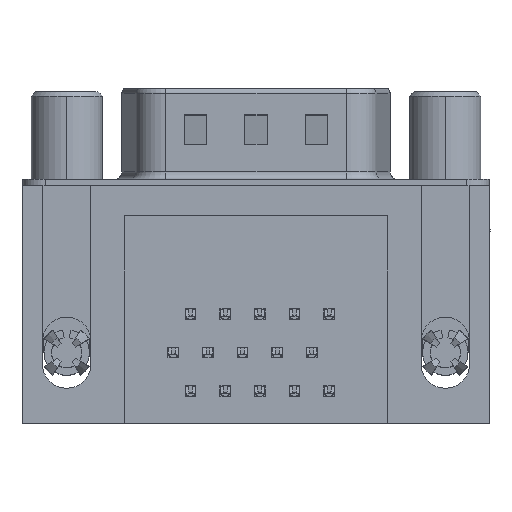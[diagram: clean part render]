
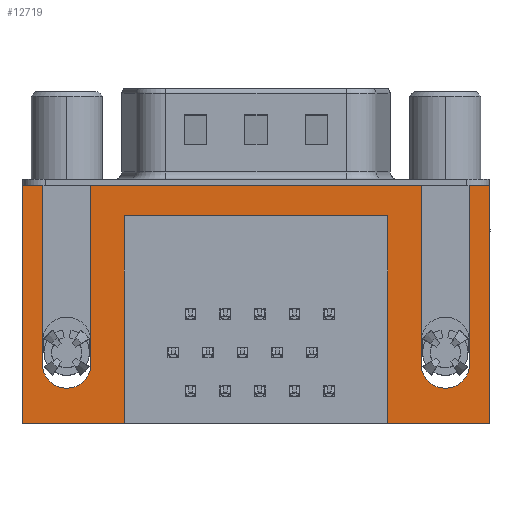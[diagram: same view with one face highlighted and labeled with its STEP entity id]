
A CAD part, front view. The second image highlights one B-rep face of the part: STEP entity #12719.
In plain terms, the highlighted planar face has unit normal (0, -1, 0).
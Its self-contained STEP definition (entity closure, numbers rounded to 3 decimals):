
#56 = LINE ( 'NONE', #13816, #10208 ) ;
#70 = EDGE_LOOP ( 'NONE', ( #16330, #16467, #16484, #1614, #17964, #6703, #23976, #8715, #7310, #1643, #7164, #12364, #3072, #15801, #13668, #14418, #922, #4840 ) ) ;
#218 = VERTEX_POINT ( 'NONE', #19756 ) ;
#294 = VERTEX_POINT ( 'NONE', #20985 ) ;
#377 = EDGE_CURVE ( 'NONE', #7309, #11921, #8077, .T. ) ;
#691 = VERTEX_POINT ( 'NONE', #915 ) ;
#915 = CARTESIAN_POINT ( 'NONE',  ( 23.39, -6.275, 0. ) ) ;
#922 = ORIENTED_EDGE ( 'NONE', *, *, #18264, .T. ) ;
#979 = VERTEX_POINT ( 'NONE', #6270 ) ;
#1591 = EDGE_CURVE ( 'NONE', #15160, #23066, #10762, .T. ) ;
#1614 = ORIENTED_EDGE ( 'NONE', *, *, #24004, .F. ) ;
#1643 = ORIENTED_EDGE ( 'NONE', *, *, #13074, .F. ) ;
#1716 = DIRECTION ( 'NONE',  ( 0., -1., 0. ) ) ;
#1921 = EDGE_CURVE ( 'NONE', #8383, #15160, #5282, .T. ) ;
#1983 = CARTESIAN_POINT ( 'NONE',  ( 26.59, -6.275, -11.78 ) ) ;
#2635 = DIRECTION ( 'NONE',  ( 0., 0., -1. ) ) ;
#2658 = DIRECTION ( 'NONE',  ( 0., 0., -1. ) ) ;
#2697 = VECTOR ( 'NONE', #11217, 1000. ) ;
#3072 = ORIENTED_EDGE ( 'NONE', *, *, #24053, .F. ) ;
#3571 = CARTESIAN_POINT ( 'NONE',  ( 1.6, -6.275, -11.78 ) ) ;
#3805 = VECTOR ( 'NONE', #6193, 1000. ) ;
#4261 = CARTESIAN_POINT ( 'NONE',  ( 27.9, -6.275, -15.7 ) ) ;
#4309 = CARTESIAN_POINT ( 'NONE',  ( -2.91, -6.275, 0. ) ) ;
#4808 = CARTESIAN_POINT ( 'NONE',  ( 27.9, -6.275, -15.7 ) ) ;
#4840 = ORIENTED_EDGE ( 'NONE', *, *, #377, .F. ) ;
#5026 = LINE ( 'NONE', #13125, #20137 ) ;
#5051 = CARTESIAN_POINT ( 'NONE',  ( -1.6, -6.275, -11.78 ) ) ;
#5282 = LINE ( 'NONE', #4808, #10206 ) ;
#5487 = DIRECTION ( 'NONE',  ( 0., 0., -1. ) ) ;
#5718 = CARTESIAN_POINT ( 'NONE',  ( 26.59, -6.275, 0. ) ) ;
#5849 = DIRECTION ( 'NONE',  ( 1., 0., 0. ) ) ;
#6058 = EDGE_CURVE ( 'NONE', #23317, #14634, #14388, .T. ) ;
#6079 = DIRECTION ( 'NONE',  ( -1., 0., 0. ) ) ;
#6193 = DIRECTION ( 'NONE',  ( 1., 0., 0. ) ) ;
#6224 = VECTOR ( 'NONE', #7423, 1000. ) ;
#6270 = CARTESIAN_POINT ( 'NONE',  ( 1.6, -6.275, 0. ) ) ;
#6571 = VERTEX_POINT ( 'NONE', #5051 ) ;
#6659 = EDGE_CURVE ( 'NONE', #6571, #23317, #15174, .T. ) ;
#6689 = CARTESIAN_POINT ( 'NONE',  ( 27.9, -6.275, -2.5 ) ) ;
#6703 = ORIENTED_EDGE ( 'NONE', *, *, #23830, .F. ) ;
#7164 = ORIENTED_EDGE ( 'NONE', *, *, #20397, .F. ) ;
#7252 = CARTESIAN_POINT ( 'NONE',  ( 24.99, -6.275, -11.78 ) ) ;
#7309 = VERTEX_POINT ( 'NONE', #16272 ) ;
#7310 = ORIENTED_EDGE ( 'NONE', *, *, #21780, .F. ) ;
#7423 = DIRECTION ( 'NONE',  ( 0., 0., -1. ) ) ;
#7631 = LINE ( 'NONE', #4309, #3805 ) ;
#7666 = DIRECTION ( 'NONE',  ( 0., 0., 1. ) ) ;
#8077 = LINE ( 'NONE', #16771, #16310 ) ;
#8140 = CARTESIAN_POINT ( 'NONE',  ( 23.39, -6.275, 0. ) ) ;
#8210 = VERTEX_POINT ( 'NONE', #12926 ) ;
#8227 = CIRCLE ( 'NONE', #24123, 1.6 ) ;
#8383 = VERTEX_POINT ( 'NONE', #4261 ) ;
#8494 = VECTOR ( 'NONE', #16010, 1000. ) ;
#8600 = VERTEX_POINT ( 'NONE', #1983 ) ;
#8626 = CARTESIAN_POINT ( 'NONE',  ( 21.2, -6.275, -15.7 ) ) ;
#8715 = ORIENTED_EDGE ( 'NONE', *, *, #6659, .F. ) ;
#8957 = DIRECTION ( 'NONE',  ( 0., 0., 1. ) ) ;
#9093 = DIRECTION ( 'NONE',  ( 0., 0., 1. ) ) ;
#9218 = CARTESIAN_POINT ( 'NONE',  ( 21.2, -6.275, -2. ) ) ;
#10166 = EDGE_CURVE ( 'NONE', #8210, #8600, #8227, .T. ) ;
#10206 = VECTOR ( 'NONE', #12438, 1000. ) ;
#10208 = VECTOR ( 'NONE', #2658, 1000. ) ;
#10376 = DIRECTION ( 'NONE',  ( 0., -1., 0. ) ) ;
#10383 = CARTESIAN_POINT ( 'NONE',  ( 23.39, -6.275, -11.78 ) ) ;
#10547 = DIRECTION ( 'NONE',  ( 0., 0., 1. ) ) ;
#10611 = DIRECTION ( 'NONE',  ( 0., -1., 0. ) ) ;
#10689 = CARTESIAN_POINT ( 'NONE',  ( 27.9, -6.275, 0. ) ) ;
#10762 = LINE ( 'NONE', #21615, #11916 ) ;
#10793 = DIRECTION ( 'NONE',  ( 0., 0., -1. ) ) ;
#11044 = CARTESIAN_POINT ( 'NONE',  ( -1.6, -6.275, 0. ) ) ;
#11217 = DIRECTION ( 'NONE',  ( 0., 0., 1. ) ) ;
#11763 = EDGE_CURVE ( 'NONE', #16007, #8210, #23048, .T. ) ;
#11916 = VECTOR ( 'NONE', #8957, 1000. ) ;
#11921 = VERTEX_POINT ( 'NONE', #10689 ) ;
#11941 = VECTOR ( 'NONE', #18987, 1000. ) ;
#12342 = CARTESIAN_POINT ( 'NONE',  ( 27.9, -6.275, -15.7 ) ) ;
#12364 = ORIENTED_EDGE ( 'NONE', *, *, #23549, .F. ) ;
#12438 = DIRECTION ( 'NONE',  ( -1., 0., 0. ) ) ;
#12719 = ADVANCED_FACE ( 'NONE', ( #14772 ), #14653, .T. ) ;
#12810 = DIRECTION ( 'NONE',  ( 1., 0., 0. ) ) ;
#12847 = VECTOR ( 'NONE', #10547, 1000. ) ;
#12926 = CARTESIAN_POINT ( 'NONE',  ( 24.99, -6.275, -13.38 ) ) ;
#13074 = EDGE_CURVE ( 'NONE', #18723, #21734, #13346, .T. ) ;
#13125 = CARTESIAN_POINT ( 'NONE',  ( 1.6, -6.275, 0. ) ) ;
#13199 = VECTOR ( 'NONE', #19400, 1000. ) ;
#13346 = LINE ( 'NONE', #23731, #22447 ) ;
#13384 = LINE ( 'NONE', #12342, #8494 ) ;
#13538 = CARTESIAN_POINT ( 'NONE',  ( 0., -6.275, -13.38 ) ) ;
#13668 = ORIENTED_EDGE ( 'NONE', *, *, #1591, .F. ) ;
#13816 = CARTESIAN_POINT ( 'NONE',  ( 3.79, -6.275, -2. ) ) ;
#14388 = CIRCLE ( 'NONE', #17751, 1.6 ) ;
#14418 = ORIENTED_EDGE ( 'NONE', *, *, #1921, .F. ) ;
#14634 = VERTEX_POINT ( 'NONE', #3571 ) ;
#14653 = PLANE ( 'NONE',  #21182 ) ;
#14772 = FACE_OUTER_BOUND ( 'NONE', #70, .T. ) ;
#14773 = CARTESIAN_POINT ( 'NONE',  ( -1.6, -6.275, 0. ) ) ;
#15160 = VERTEX_POINT ( 'NONE', #8626 ) ;
#15174 = CIRCLE ( 'NONE', #20491, 1.6 ) ;
#15801 = ORIENTED_EDGE ( 'NONE', *, *, #23268, .F. ) ;
#15993 = CARTESIAN_POINT ( 'NONE',  ( -2.91, -6.275, -2.5 ) ) ;
#16007 = VERTEX_POINT ( 'NONE', #10383 ) ;
#16010 = DIRECTION ( 'NONE',  ( -1., 0., 0. ) ) ;
#16151 = LINE ( 'NONE', #8140, #11941 ) ;
#16272 = CARTESIAN_POINT ( 'NONE',  ( 26.59, -6.275, 0. ) ) ;
#16310 = VECTOR ( 'NONE', #5849, 1000. ) ;
#16330 = ORIENTED_EDGE ( 'NONE', *, *, #17763, .F. ) ;
#16412 = DIRECTION ( 'NONE',  ( 0., -1., 0. ) ) ;
#16467 = ORIENTED_EDGE ( 'NONE', *, *, #10166, .F. ) ;
#16484 = ORIENTED_EDGE ( 'NONE', *, *, #11763, .F. ) ;
#16721 = CARTESIAN_POINT ( 'NONE',  ( 0., -6.275, -11.78 ) ) ;
#16771 = CARTESIAN_POINT ( 'NONE',  ( -2.91, -6.275, 0. ) ) ;
#16943 = CARTESIAN_POINT ( 'NONE',  ( -2.91, -6.275, 0. ) ) ;
#17050 = VECTOR ( 'NONE', #6079, 1000. ) ;
#17601 = LINE ( 'NONE', #15993, #12847 ) ;
#17751 = AXIS2_PLACEMENT_3D ( 'NONE', #16721, #1716, #2635 ) ;
#17763 = EDGE_CURVE ( 'NONE', #8600, #7309, #18564, .T. ) ;
#17964 = ORIENTED_EDGE ( 'NONE', *, *, #23968, .F. ) ;
#17965 = LINE ( 'NONE', #6689, #13199 ) ;
#18264 = EDGE_CURVE ( 'NONE', #8383, #11921, #17965, .T. ) ;
#18564 = LINE ( 'NONE', #5718, #2697 ) ;
#18723 = VERTEX_POINT ( 'NONE', #16943 ) ;
#18784 = CARTESIAN_POINT ( 'NONE',  ( 3.79, -6.275, -2. ) ) ;
#18987 = DIRECTION ( 'NONE',  ( 0., 0., -1. ) ) ;
#19400 = DIRECTION ( 'NONE',  ( 0., 0., 1. ) ) ;
#19756 = CARTESIAN_POINT ( 'NONE',  ( 3.79, -6.275, -15.7 ) ) ;
#19969 = DIRECTION ( 'NONE',  ( 0., -1., 0. ) ) ;
#20057 = CARTESIAN_POINT ( 'NONE',  ( -2.91, -6.275, -15.7 ) ) ;
#20137 = VECTOR ( 'NONE', #7666, 1000. ) ;
#20178 = AXIS2_PLACEMENT_3D ( 'NONE', #21243, #10376, #23136 ) ;
#20397 = EDGE_CURVE ( 'NONE', #23746, #18723, #17601, .T. ) ;
#20491 = AXIS2_PLACEMENT_3D ( 'NONE', #23643, #10611, #10793 ) ;
#20721 = LINE ( 'NONE', #18784, #17050 ) ;
#20985 = CARTESIAN_POINT ( 'NONE',  ( 3.79, -6.275, -2. ) ) ;
#21182 = AXIS2_PLACEMENT_3D ( 'NONE', #21855, #16412, #5487 ) ;
#21243 = CARTESIAN_POINT ( 'NONE',  ( 24.99, -6.275, -11.78 ) ) ;
#21339 = LINE ( 'NONE', #14773, #6224 ) ;
#21615 = CARTESIAN_POINT ( 'NONE',  ( 21.2, -6.275, -2. ) ) ;
#21734 = VERTEX_POINT ( 'NONE', #11044 ) ;
#21780 = EDGE_CURVE ( 'NONE', #21734, #6571, #21339, .T. ) ;
#21855 = CARTESIAN_POINT ( 'NONE',  ( -2.91, -6.275, -2.5 ) ) ;
#22447 = VECTOR ( 'NONE', #12810, 1000. ) ;
#23048 = CIRCLE ( 'NONE', #20178, 1.6 ) ;
#23066 = VERTEX_POINT ( 'NONE', #9218 ) ;
#23136 = DIRECTION ( 'NONE',  ( 0., 0., 1. ) ) ;
#23268 = EDGE_CURVE ( 'NONE', #23066, #294, #20721, .T. ) ;
#23317 = VERTEX_POINT ( 'NONE', #13538 ) ;
#23549 = EDGE_CURVE ( 'NONE', #218, #23746, #13384, .T. ) ;
#23643 = CARTESIAN_POINT ( 'NONE',  ( 0., -6.275, -11.78 ) ) ;
#23731 = CARTESIAN_POINT ( 'NONE',  ( -2.91, -6.275, 0. ) ) ;
#23746 = VERTEX_POINT ( 'NONE', #20057 ) ;
#23830 = EDGE_CURVE ( 'NONE', #14634, #979, #5026, .T. ) ;
#23968 = EDGE_CURVE ( 'NONE', #979, #691, #7631, .T. ) ;
#23976 = ORIENTED_EDGE ( 'NONE', *, *, #6058, .F. ) ;
#24004 = EDGE_CURVE ( 'NONE', #691, #16007, #16151, .T. ) ;
#24053 = EDGE_CURVE ( 'NONE', #294, #218, #56, .T. ) ;
#24123 = AXIS2_PLACEMENT_3D ( 'NONE', #7252, #19969, #9093 ) ;
